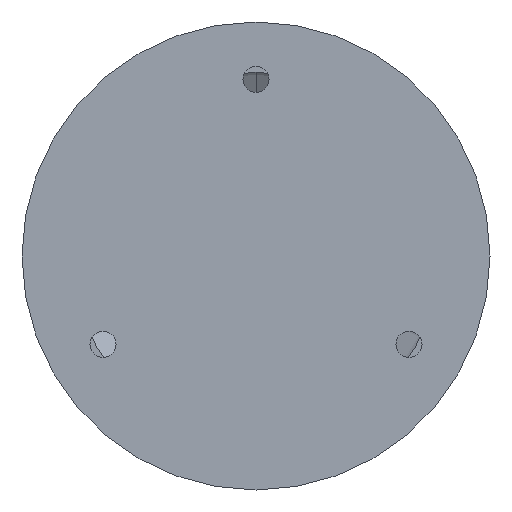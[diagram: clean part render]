
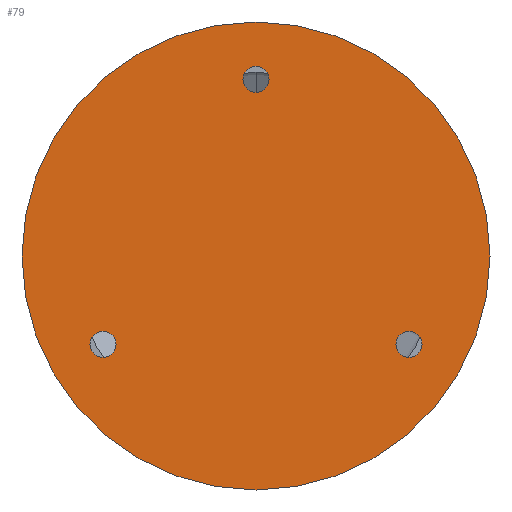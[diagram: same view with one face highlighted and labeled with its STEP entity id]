
A CAD part, front view. The second image highlights one B-rep face of the part: STEP entity #79.
In plain terms, the highlighted planar face has unit normal (0, -1, 0).
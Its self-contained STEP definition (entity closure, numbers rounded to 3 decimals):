
#8 = FACE_BOUND ( 'NONE', #956, .T. ) ;
#25 = CARTESIAN_POINT ( 'NONE',  ( 0., -81., 145.506 ) ) ;
#31 = CARTESIAN_POINT ( 'NONE',  ( 0., -81., 125.506 ) ) ;
#37 = CARTESIAN_POINT ( 'NONE',  ( 0., -81., -179.5 ) ) ;
#45 = DIRECTION ( 'NONE',  ( 0., -1., 0. ) ) ;
#79 = ADVANCED_FACE ( 'NONE', ( #8, #795, #185, #993 ), #907, .T. ) ;
#82 = DIRECTION ( 'NONE',  ( 0., -1., 0. ) ) ;
#92 = ORIENTED_EDGE ( 'NONE', *, *, #167, .T. ) ;
#117 = CARTESIAN_POINT ( 'NONE',  ( 0., -81., 0. ) ) ;
#129 = DIRECTION ( 'NONE',  ( 0., -1., 0. ) ) ;
#133 = CIRCLE ( 'NONE', #585, 10. ) ;
#167 = EDGE_CURVE ( 'NONE', #802, #917, #643, .T. ) ;
#178 = EDGE_CURVE ( 'NONE', #917, #802, #768, .T. ) ;
#185 = FACE_BOUND ( 'NONE', #420, .T. ) ;
#188 = VERTEX_POINT ( 'NONE', #388 ) ;
#195 = EDGE_LOOP ( 'NONE', ( #92, #905 ) ) ;
#245 = DIRECTION ( 'NONE',  ( 0., -1., 0. ) ) ;
#249 = EDGE_CURVE ( 'NONE', #443, #188, #656, .T. ) ;
#269 = DIRECTION ( 'NONE',  ( 0., 0., -1. ) ) ;
#278 = DIRECTION ( 'NONE',  ( 0., 0., -1. ) ) ;
#318 = CIRCLE ( 'NONE', #459, 10. ) ;
#345 = CARTESIAN_POINT ( 'NONE',  ( -117.352, -81., -57.753 ) ) ;
#350 = ORIENTED_EDGE ( 'NONE', *, *, #249, .F. ) ;
#388 = CARTESIAN_POINT ( 'NONE',  ( -117.352, -81., -77.753 ) ) ;
#401 = EDGE_CURVE ( 'NONE', #636, #647, #133, .T. ) ;
#420 = EDGE_LOOP ( 'NONE', ( #675, #769 ) ) ;
#443 = VERTEX_POINT ( 'NONE', #345 ) ;
#446 = CARTESIAN_POINT ( 'NONE',  ( 117.352, -81., -67.753 ) ) ;
#448 = CIRCLE ( 'NONE', #618, 10. ) ;
#459 = AXIS2_PLACEMENT_3D ( 'NONE', #446, #1008, #522 ) ;
#491 = CARTESIAN_POINT ( 'NONE',  ( 0., -81., 135.506 ) ) ;
#520 = AXIS2_PLACEMENT_3D ( 'NONE', #988, #985, #960 ) ;
#522 = DIRECTION ( 'NONE',  ( 0., 0., -1. ) ) ;
#531 = CARTESIAN_POINT ( 'NONE',  ( 0., -81., 135.506 ) ) ;
#561 = DIRECTION ( 'NONE',  ( 0., -1., 0. ) ) ;
#567 = DIRECTION ( 'NONE',  ( 0., 0., -1. ) ) ;
#577 = AXIS2_PLACEMENT_3D ( 'NONE', #491, #45, #567 ) ;
#585 = AXIS2_PLACEMENT_3D ( 'NONE', #896, #734, #269 ) ;
#590 = EDGE_CURVE ( 'NONE', #647, #636, #318, .T. ) ;
#610 = DIRECTION ( 'NONE',  ( 0., 0., -1. ) ) ;
#618 = AXIS2_PLACEMENT_3D ( 'NONE', #531, #82, #610 ) ;
#636 = VERTEX_POINT ( 'NONE', #848 ) ;
#638 = EDGE_CURVE ( 'NONE', #908, #800, #448, .T. ) ;
#643 = CIRCLE ( 'NONE', #840, 179.5 ) ;
#647 = VERTEX_POINT ( 'NONE', #682 ) ;
#656 = CIRCLE ( 'NONE', #520, 10. ) ;
#674 = ORIENTED_EDGE ( 'NONE', *, *, #401, .F. ) ;
#675 = ORIENTED_EDGE ( 'NONE', *, *, #937, .F. ) ;
#682 = CARTESIAN_POINT ( 'NONE',  ( 117.352, -81., -77.753 ) ) ;
#692 = CIRCLE ( 'NONE', #701, 10. ) ;
#701 = AXIS2_PLACEMENT_3D ( 'NONE', #706, #245, #788 ) ;
#706 = CARTESIAN_POINT ( 'NONE',  ( -117.352, -81., -67.753 ) ) ;
#714 = AXIS2_PLACEMENT_3D ( 'NONE', #821, #129, #278 ) ;
#734 = DIRECTION ( 'NONE',  ( 0., -1., 0. ) ) ;
#739 = ORIENTED_EDGE ( 'NONE', *, *, #590, .F. ) ;
#768 = CIRCLE ( 'NONE', #900, 179.5 ) ;
#769 = ORIENTED_EDGE ( 'NONE', *, *, #638, .F. ) ;
#770 = DIRECTION ( 'NONE',  ( 0., 0., -1. ) ) ;
#776 = DIRECTION ( 'NONE',  ( 0., -1., 0. ) ) ;
#783 = CARTESIAN_POINT ( 'NONE',  ( 0., -81., 0. ) ) ;
#788 = DIRECTION ( 'NONE',  ( 0., 0., -1. ) ) ;
#795 = FACE_OUTER_BOUND ( 'NONE', #195, .T. ) ;
#799 = DIRECTION ( 'NONE',  ( 0., 0., -1. ) ) ;
#800 = VERTEX_POINT ( 'NONE', #25 ) ;
#802 = VERTEX_POINT ( 'NONE', #869 ) ;
#803 = EDGE_CURVE ( 'NONE', #188, #443, #692, .T. ) ;
#812 = ORIENTED_EDGE ( 'NONE', *, *, #803, .F. ) ;
#821 = CARTESIAN_POINT ( 'NONE',  ( 0., -81., 0. ) ) ;
#840 = AXIS2_PLACEMENT_3D ( 'NONE', #117, #561, #799 ) ;
#844 = CIRCLE ( 'NONE', #577, 10. ) ;
#848 = CARTESIAN_POINT ( 'NONE',  ( 117.352, -81., -57.753 ) ) ;
#869 = CARTESIAN_POINT ( 'NONE',  ( 0., -81., 179.5 ) ) ;
#896 = CARTESIAN_POINT ( 'NONE',  ( 117.352, -81., -67.753 ) ) ;
#900 = AXIS2_PLACEMENT_3D ( 'NONE', #783, #776, #770 ) ;
#905 = ORIENTED_EDGE ( 'NONE', *, *, #178, .T. ) ;
#907 = PLANE ( 'NONE',  #714 ) ;
#908 = VERTEX_POINT ( 'NONE', #31 ) ;
#917 = VERTEX_POINT ( 'NONE', #37 ) ;
#937 = EDGE_CURVE ( 'NONE', #800, #908, #844, .T. ) ;
#956 = EDGE_LOOP ( 'NONE', ( #674, #739 ) ) ;
#957 = EDGE_LOOP ( 'NONE', ( #350, #812 ) ) ;
#960 = DIRECTION ( 'NONE',  ( 0., 0., -1. ) ) ;
#985 = DIRECTION ( 'NONE',  ( 0., -1., 0. ) ) ;
#988 = CARTESIAN_POINT ( 'NONE',  ( -117.352, -81., -67.753 ) ) ;
#993 = FACE_BOUND ( 'NONE', #957, .T. ) ;
#1008 = DIRECTION ( 'NONE',  ( 0., -1., 0. ) ) ;
